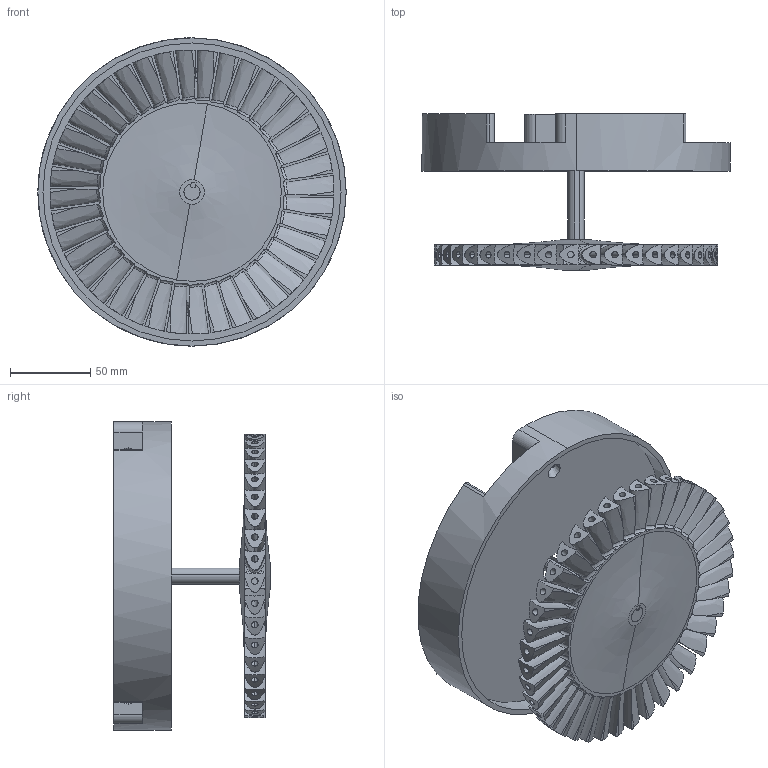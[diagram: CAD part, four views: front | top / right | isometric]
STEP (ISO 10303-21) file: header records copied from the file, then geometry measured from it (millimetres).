
FILE_DESCRIPTION (( 'STEP AP214' ), '1' );
FILE_NAME ('[TP] [Turb] Rotor45.STEP', '2024-05-08T06:56:30', ( '' ), ( '' ), 'SwSTEP 2.0', 'SolidWorks 2023', '' );
FILE_SCHEMA (( 'AUTOMOTIVE_DESIGN' ));
Length unit declared in the file: inch
Products named in the file (5): [TP] [Turb] Key_98870A114; [TP] [Turb] Keyed Shaft - 7398K211_304_7398K211; [TP] [Turb] Blisk - Copy; [TP] [Turb] Turbine Manifold; [TP] [Turb] Rotor45
Assembly tree (4 placements, depth 2):
  [TP] [Turb] Rotor45
    [TP] [Turb] Turbine Manifold
    [TP] [Turb] Blisk - Copy
    [TP] [Turb] Keyed Shaft - 7398K211_304_7398K211
    [TP] [Turb] Key_98870A114
Bounding box: 191.77 x 97.18 x 191.77 mm (x, y, z)
Volume: 612415.8 mm3; surface area: 181715 mm2
Topology: 4 solids, 4 shells, 603 faces, 1729 edges, 1169 vertices
Faces by surface type: plane 230, cylinder 195, bspline 124, torus 40, cone 14
Entity records: 31969 total; most frequent: CARTESIAN_POINT 17791, ORIENTED_EDGE 3438, DIRECTION 2233, EDGE_CURVE 1719, VERTEX_POINT 1169, AXIS2_PLACEMENT_3D 887, B_SPLINE_CURVE_WITH_KNOTS 855, EDGE_LOOP 656
